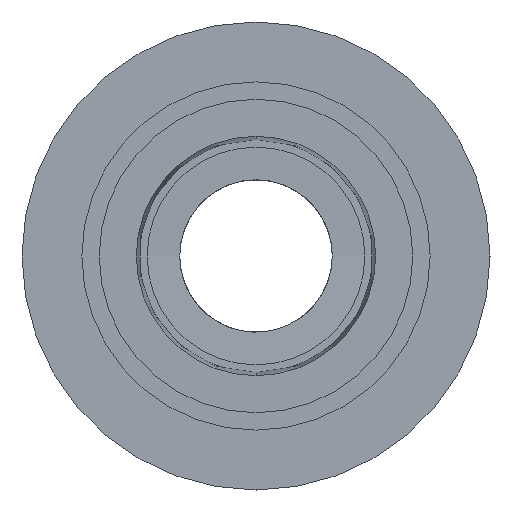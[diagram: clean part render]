
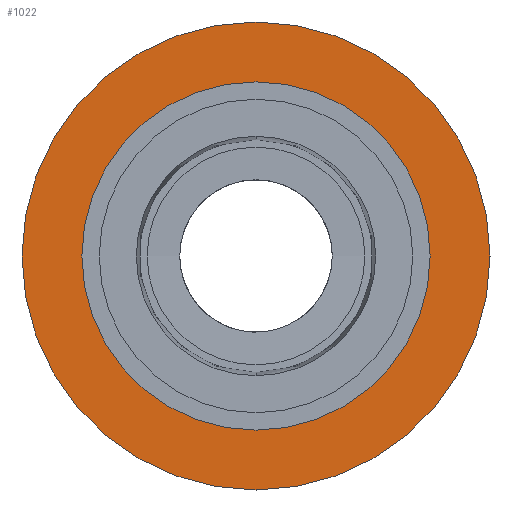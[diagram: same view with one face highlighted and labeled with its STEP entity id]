
A CAD part, front view. The second image highlights one B-rep face of the part: STEP entity #1022.
In plain terms, the highlighted planar face has unit normal (0, -1, 0).
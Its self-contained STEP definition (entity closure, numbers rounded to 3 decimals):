
#19 = ORIENTED_EDGE ( 'NONE', *, *, #1500, .T. ) ;
#59 = CARTESIAN_POINT ( 'NONE',  ( 0., 8., -10.75 ) ) ;
#88 = CARTESIAN_POINT ( 'NONE',  ( 0., 8., 0. ) ) ;
#110 = VERTEX_POINT ( 'NONE', #860 ) ;
#121 = CIRCLE ( 'NONE', #233, 10.75 ) ;
#125 = VERTEX_POINT ( 'NONE', #401 ) ;
#157 = FACE_OUTER_BOUND ( 'NONE', #304, .T. ) ;
#159 = ORIENTED_EDGE ( 'NONE', *, *, #558, .F. ) ;
#173 = DIRECTION ( 'NONE',  ( 0., -1., 0. ) ) ;
#205 = ORIENTED_EDGE ( 'NONE', *, *, #302, .T. ) ;
#233 = AXIS2_PLACEMENT_3D ( 'NONE', #463, #1269, #578 ) ;
#302 = EDGE_CURVE ( 'NONE', #110, #1330, #944, .T. ) ;
#304 = EDGE_LOOP ( 'NONE', ( #19, #205 ) ) ;
#307 = AXIS2_PLACEMENT_3D ( 'NONE', #1240, #549, #749 ) ;
#394 = AXIS2_PLACEMENT_3D ( 'NONE', #1063, #1178, #491 ) ;
#401 = CARTESIAN_POINT ( 'NONE',  ( 0., 8., 6.95 ) ) ;
#463 = CARTESIAN_POINT ( 'NONE',  ( 0., 8., 0. ) ) ;
#491 = DIRECTION ( 'NONE',  ( 0., 0., -1. ) ) ;
#549 = DIRECTION ( 'NONE',  ( 0., -1., 0. ) ) ;
#555 = CARTESIAN_POINT ( 'NONE',  ( 0., 8., 0. ) ) ;
#558 = EDGE_CURVE ( 'NONE', #1394, #125, #1471, .T. ) ;
#578 = DIRECTION ( 'NONE',  ( 0., 0., -1. ) ) ;
#670 = DIRECTION ( 'NONE',  ( 0., 0., -1. ) ) ;
#749 = DIRECTION ( 'NONE',  ( 0., 0., -1. ) ) ;
#832 = PLANE ( 'NONE',  #394 ) ;
#860 = CARTESIAN_POINT ( 'NONE',  ( 0., 8., 10.75 ) ) ;
#889 = AXIS2_PLACEMENT_3D ( 'NONE', #555, #1362, #670 ) ;
#902 = CARTESIAN_POINT ( 'NONE',  ( 0., 8., -6.95 ) ) ;
#944 = CIRCLE ( 'NONE', #307, 10.75 ) ;
#991 = DIRECTION ( 'NONE',  ( 0., 0., -1. ) ) ;
#1022 = ADVANCED_FACE ( 'NONE', ( #157, #1086 ), #832, .T. ) ;
#1034 = EDGE_LOOP ( 'NONE', ( #159, #1339 ) ) ;
#1063 = CARTESIAN_POINT ( 'NONE',  ( 6.95, 8., 0. ) ) ;
#1086 = FACE_BOUND ( 'NONE', #1034, .T. ) ;
#1099 = AXIS2_PLACEMENT_3D ( 'NONE', #88, #173, #991 ) ;
#1121 = CIRCLE ( 'NONE', #889, 6.95 ) ;
#1178 = DIRECTION ( 'NONE',  ( 0., -1., 0. ) ) ;
#1240 = CARTESIAN_POINT ( 'NONE',  ( 0., 8., 0. ) ) ;
#1269 = DIRECTION ( 'NONE',  ( 0., -1., 0. ) ) ;
#1330 = VERTEX_POINT ( 'NONE', #59 ) ;
#1339 = ORIENTED_EDGE ( 'NONE', *, *, #1421, .F. ) ;
#1362 = DIRECTION ( 'NONE',  ( 0., -1., 0. ) ) ;
#1394 = VERTEX_POINT ( 'NONE', #902 ) ;
#1421 = EDGE_CURVE ( 'NONE', #125, #1394, #1121, .T. ) ;
#1471 = CIRCLE ( 'NONE', #1099, 6.95 ) ;
#1500 = EDGE_CURVE ( 'NONE', #1330, #110, #121, .T. ) ;
